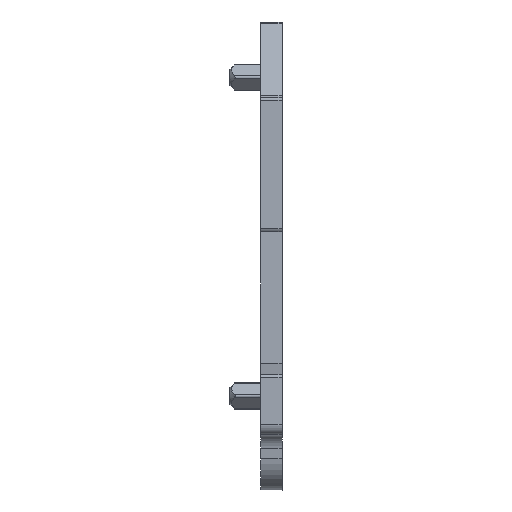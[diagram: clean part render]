
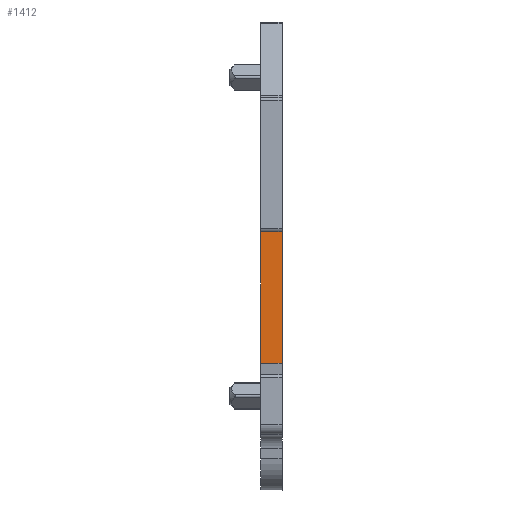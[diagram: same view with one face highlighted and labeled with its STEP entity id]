
A CAD part, front view. The second image highlights one B-rep face of the part: STEP entity #1412.
In plain terms, the highlighted planar face has unit normal (0, -1, 0).
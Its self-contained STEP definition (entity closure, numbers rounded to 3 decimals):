
#1392=AXIS2_PLACEMENT_3D('Plane Axis2P3D',#1389,#1390,#1391) ;
#578=CARTESIAN_POINT('Vertex',(3.,11.638,12.4)) ;
#581=CARTESIAN_POINT('Line Origine',(3.,11.638,18.825)) ;
#585=CARTESIAN_POINT('Vertex',(3.,11.638,25.25)) ;
#1369=CARTESIAN_POINT('Line Origine',(4.05,11.638,12.4)) ;
#1373=CARTESIAN_POINT('Vertex',(5.1,11.638,12.4)) ;
#1389=CARTESIAN_POINT('Axis2P3D Location',(3.,11.638,25.25)) ;
#1394=CARTESIAN_POINT('Line Origine',(4.05,11.638,25.25)) ;
#1398=CARTESIAN_POINT('Vertex',(5.1,11.638,25.25)) ;
#1401=CARTESIAN_POINT('Line Origine',(5.1,11.638,18.825)) ;
#582=DIRECTION('Vector Direction',(0.,0.,-1.)) ;
#1370=DIRECTION('Vector Direction',(1.,0.,0.)) ;
#1390=DIRECTION('Axis2P3D Direction',(0.,-1.,0.)) ;
#1391=DIRECTION('Axis2P3D XDirection',(0.,0.,-1.)) ;
#1395=DIRECTION('Vector Direction',(1.,0.,0.)) ;
#1402=DIRECTION('Vector Direction',(0.,0.,-1.)) ;
#583=VECTOR('Line Direction',#582,1.) ;
#1371=VECTOR('Line Direction',#1370,1.) ;
#1396=VECTOR('Line Direction',#1395,1.) ;
#1403=VECTOR('Line Direction',#1402,1.) ;
#1407=ORIENTED_EDGE('',*,*,#1400,.F.) ;
#1408=ORIENTED_EDGE('',*,*,#587,.T.) ;
#1409=ORIENTED_EDGE('',*,*,#1375,.T.) ;
#1410=ORIENTED_EDGE('',*,*,#1405,.F.) ;
#1412=ADVANCED_FACE('AEP_ITB_6_BB_NDT_BL_PLM001785',(#1411),#1393,.T.) ;
#587=EDGE_CURVE('',#586,#579,#584,.T.) ;
#1375=EDGE_CURVE('',#579,#1374,#1372,.T.) ;
#1400=EDGE_CURVE('',#586,#1399,#1397,.T.) ;
#1405=EDGE_CURVE('',#1399,#1374,#1404,.T.) ;
#1406=EDGE_LOOP('',(#1407,#1408,#1409,#1410)) ;
#1411=FACE_OUTER_BOUND('',#1406,.T.) ;
#584=LINE('Line',#581,#583) ;
#1372=LINE('Line',#1369,#1371) ;
#1397=LINE('Line',#1394,#1396) ;
#1404=LINE('Line',#1401,#1403) ;
#1393=PLANE('',#1392) ;
#579=VERTEX_POINT('',#578) ;
#586=VERTEX_POINT('',#585) ;
#1374=VERTEX_POINT('',#1373) ;
#1399=VERTEX_POINT('',#1398) ;
